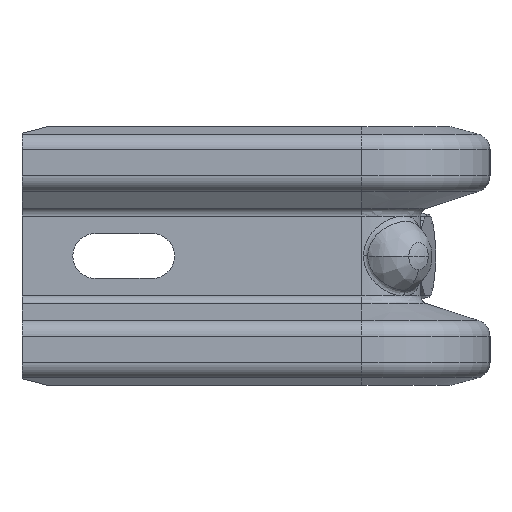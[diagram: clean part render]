
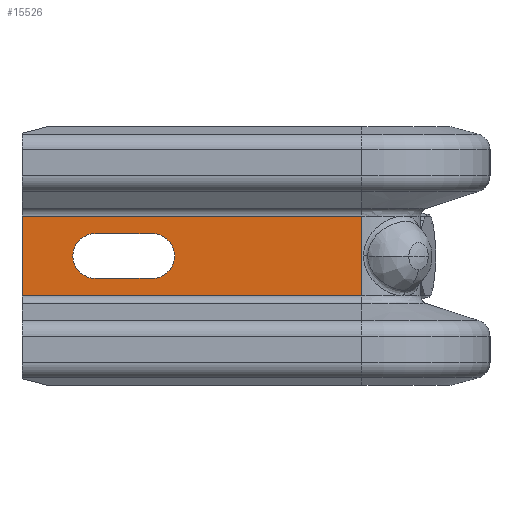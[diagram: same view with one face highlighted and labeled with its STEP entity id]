
A CAD part, left-side view. The second image highlights one B-rep face of the part: STEP entity #15526.
In plain terms, the highlighted planar face has unit normal (-1, 0, 0).
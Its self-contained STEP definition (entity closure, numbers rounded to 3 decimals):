
#2102=DIRECTION('',(0.,0.,1.));
#2103=VECTOR('',#2102,19.6);
#2104=CARTESIAN_POINT('',(-357.,115.,-9.8));
#2105=LINE('',#2104,#2103);
#2106=DIRECTION('',(0.,0.,1.));
#2107=VECTOR('',#2106,19.6);
#2108=CARTESIAN_POINT('',(-357.,31.5,-9.8));
#2109=LINE('',#2108,#2107);
#2110=DIRECTION('',(0.,1.,0.));
#2111=VECTOR('',#2110,83.5);
#2112=CARTESIAN_POINT('',(-357.,31.5,-9.8));
#2113=LINE('',#2112,#2111);
#2114=DIRECTION('',(0.,1.,0.));
#2115=VECTOR('',#2114,14.);
#2116=CARTESIAN_POINT('',(-357.,83.,5.5));
#2117=LINE('',#2116,#2115);
#2118=CARTESIAN_POINT('',(-357.,97.,0.));
#2119=DIRECTION('',(1.,0.,0.));
#2120=DIRECTION('',(0.,0.,-1.));
#2121=AXIS2_PLACEMENT_3D('',#2118,#2119,#2120);
#2123=DIRECTION('',(0.,-1.,0.));
#2124=VECTOR('',#2123,14.);
#2125=CARTESIAN_POINT('',(-357.,97.,-5.5));
#2126=LINE('',#2125,#2124);
#2127=CARTESIAN_POINT('',(-357.,83.,0.));
#2128=DIRECTION('',(1.,0.,0.));
#2129=DIRECTION('',(0.,0.,1.));
#2130=AXIS2_PLACEMENT_3D('',#2127,#2128,#2129);
#3023=DIRECTION('',(0.,1.,0.));
#3024=VECTOR('',#3023,83.5);
#3025=CARTESIAN_POINT('',(-357.,31.5,9.8));
#3026=LINE('',#3025,#3024);
#10306=CARTESIAN_POINT('',(-357.,31.5,-9.8));
#10307=VERTEX_POINT('',#10306);
#10308=CARTESIAN_POINT('',(-357.,31.5,9.8));
#10309=VERTEX_POINT('',#10308);
#10402=CARTESIAN_POINT('',(-357.,83.,5.5));
#10403=CARTESIAN_POINT('',(-357.,97.,5.5));
#10404=VERTEX_POINT('',#10402);
#10405=VERTEX_POINT('',#10403);
#10406=CARTESIAN_POINT('',(-357.,97.,-5.5));
#10407=VERTEX_POINT('',#10406);
#10408=CARTESIAN_POINT('',(-357.,83.,-5.5));
#10409=VERTEX_POINT('',#10408);
#11516=CARTESIAN_POINT('',(-357.,115.,-9.8));
#11517=VERTEX_POINT('',#11516);
#11518=CARTESIAN_POINT('',(-357.,115.,9.8));
#11519=VERTEX_POINT('',#11518);
#15502=CARTESIAN_POINT('',(-357.,31.5,-9.8));
#15503=DIRECTION('',(-1.,0.,0.));
#15504=DIRECTION('',(0.,0.,1.));
#15505=AXIS2_PLACEMENT_3D('',#15502,#15503,#15504);
#15506=PLANE('',#15505);
#15508=ORIENTED_EDGE('',*,*,#15507,.T.);
#15510=ORIENTED_EDGE('',*,*,#15509,.F.);
#15511=ORIENTED_EDGE('',*,*,#15477,.F.);
#15513=ORIENTED_EDGE('',*,*,#15512,.T.);
#15514=EDGE_LOOP('',(#15508,#15510,#15511,#15513));
#15515=FACE_OUTER_BOUND('',#15514,.F.);
#15517=ORIENTED_EDGE('',*,*,#15516,.T.);
#15519=ORIENTED_EDGE('',*,*,#15518,.F.);
#15521=ORIENTED_EDGE('',*,*,#15520,.T.);
#15523=ORIENTED_EDGE('',*,*,#15522,.F.);
#15524=EDGE_LOOP('',(#15517,#15519,#15521,#15523));
#15525=FACE_BOUND('',#15524,.F.);
#15526=ADVANCED_FACE('',(#15515,#15525),#15506,.T.);
#2122=CIRCLE('',#2121,5.5);
#2131=CIRCLE('',#2130,5.5);
#15477=EDGE_CURVE('',#10307,#10309,#2109,.T.);
#15507=EDGE_CURVE('',#11517,#11519,#2105,.T.);
#15509=EDGE_CURVE('',#10309,#11519,#3026,.T.);
#15512=EDGE_CURVE('',#10307,#11517,#2113,.T.);
#15516=EDGE_CURVE('',#10404,#10405,#2117,.T.);
#15518=EDGE_CURVE('',#10407,#10405,#2122,.T.);
#15520=EDGE_CURVE('',#10407,#10409,#2126,.T.);
#15522=EDGE_CURVE('',#10404,#10409,#2131,.T.);
